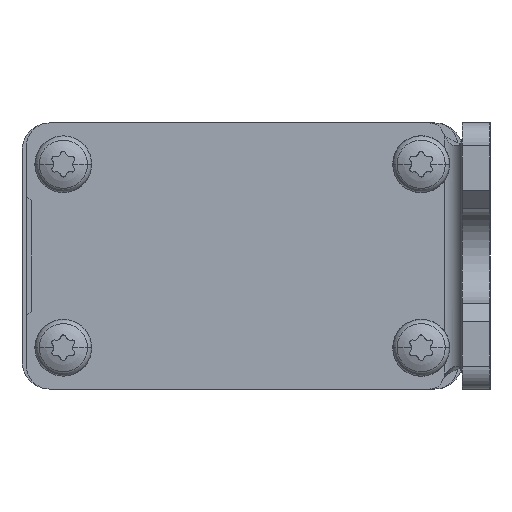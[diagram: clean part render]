
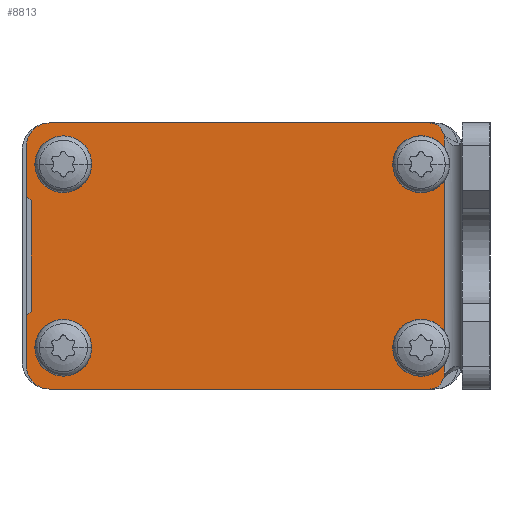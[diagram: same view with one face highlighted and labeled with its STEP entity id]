
A CAD part, left-side view. The second image highlights one B-rep face of the part: STEP entity #8813.
In plain terms, the highlighted planar face has unit normal (-1, 0, 0).
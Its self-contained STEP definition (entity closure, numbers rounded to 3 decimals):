
#2981=CARTESIAN_POINT('',(-25.65,-19.5,10.));
#2982=DIRECTION('',(1.,0.,0.));
#2983=DIRECTION('',(0.,1.,0.));
#2984=AXIS2_PLACEMENT_3D('',#2981,#2982,#2983);
#2986=CARTESIAN_POINT('',(-25.65,-19.5,10.));
#2987=DIRECTION('',(1.,0.,0.));
#2988=DIRECTION('',(0.,-0.806,-0.591));
#2989=AXIS2_PLACEMENT_3D('',#2986,#2987,#2988);
#2991=DIRECTION('',(0.,0.,1.));
#2992=VECTOR('',#2991,16.334);
#2993=CARTESIAN_POINT('',(-25.65,-22.,-8.167));
#2994=LINE('',#2993,#2992);
#2995=CARTESIAN_POINT('',(-25.65,-19.5,-10.));
#2996=DIRECTION('',(1.,0.,0.));
#2997=DIRECTION('',(0.,1.,0.));
#2998=AXIS2_PLACEMENT_3D('',#2995,#2996,#2997);
#3000=CARTESIAN_POINT('',(-25.65,-19.5,-10.));
#3001=DIRECTION('',(1.,0.,0.));
#3002=DIRECTION('',(0.,-0.806,-0.591));
#3003=AXIS2_PLACEMENT_3D('',#3000,#3001,#3002);
#3005=DIRECTION('',(0.,0.,1.));
#3006=VECTOR('',#3005,1.377);
#3007=CARTESIAN_POINT('',(-25.65,-22.,-13.21));
#3008=LINE('',#3007,#3006);
#3009=CARTESIAN_POINT('',(-25.65,-24.142,-14.5));
#3010=DIRECTION('',(1.,0.,0.));
#3011=DIRECTION('',(0.,0.927,0.375));
#3012=AXIS2_PLACEMENT_3D('',#3009,#3010,#3011);
#3014=CARTESIAN_POINT('',(-25.65,-20.433,-13.));
#3015=DIRECTION('',(-1.,0.,0.));
#3016=DIRECTION('',(0.,0.,-1.));
#3017=AXIS2_PLACEMENT_3D('',#3014,#3015,#3016);
#3019=DIRECTION('',(0.,-1.,0.));
#3020=VECTOR('',#3019,41.433);
#3021=CARTESIAN_POINT('',(-25.65,21.,-14.5));
#3022=LINE('',#3021,#3020);
#3023=CARTESIAN_POINT('',(-25.65,21.,-12.));
#3024=DIRECTION('',(-1.,0.,0.));
#3025=DIRECTION('',(0.,1.,0.));
#3026=AXIS2_PLACEMENT_3D('',#3023,#3024,#3025);
#3028=DIRECTION('',(0.,0.,-1.));
#3029=VECTOR('',#3028,5.5);
#3030=CARTESIAN_POINT('',(-25.65,23.5,-6.5));
#3031=LINE('',#3030,#3029);
#3032=DIRECTION('',(0.,0.707,-0.707));
#3033=VECTOR('',#3032,0.707);
#3034=CARTESIAN_POINT('',(-25.65,23.,-6.));
#3035=LINE('',#3034,#3033);
#3036=DIRECTION('',(0.,0.,-1.));
#3037=VECTOR('',#3036,12.);
#3038=CARTESIAN_POINT('',(-25.65,23.,6.));
#3039=LINE('',#3038,#3037);
#3040=DIRECTION('',(0.,-0.707,-0.707));
#3041=VECTOR('',#3040,0.707);
#3042=CARTESIAN_POINT('',(-25.65,23.5,6.5));
#3043=LINE('',#3042,#3041);
#3044=DIRECTION('',(0.,0.,-1.));
#3045=VECTOR('',#3044,5.5);
#3046=CARTESIAN_POINT('',(-25.65,23.5,12.));
#3047=LINE('',#3046,#3045);
#3048=CARTESIAN_POINT('',(-25.65,21.,12.));
#3049=DIRECTION('',(-1.,0.,0.));
#3050=DIRECTION('',(0.,0.,1.));
#3051=AXIS2_PLACEMENT_3D('',#3048,#3049,#3050);
#3053=DIRECTION('',(0.,1.,0.));
#3054=VECTOR('',#3053,41.433);
#3055=CARTESIAN_POINT('',(-25.65,-20.433,14.5));
#3056=LINE('',#3055,#3054);
#3057=CARTESIAN_POINT('',(-25.65,-20.433,13.));
#3058=DIRECTION('',(-1.,0.,0.));
#3059=DIRECTION('',(0.,-0.927,0.375));
#3060=AXIS2_PLACEMENT_3D('',#3057,#3058,#3059);
#3062=CARTESIAN_POINT('',(-25.65,-24.142,14.5));
#3063=DIRECTION('',(1.,0.,0.));
#3064=DIRECTION('',(0.,0.857,-0.516));
#3065=AXIS2_PLACEMENT_3D('',#3062,#3063,#3064);
#3067=DIRECTION('',(0.,0.,1.));
#3068=VECTOR('',#3067,1.377);
#3069=CARTESIAN_POINT('',(-25.65,-22.,11.833));
#3070=LINE('',#3069,#3068);
#3071=CARTESIAN_POINT('',(-25.65,19.5,-10.));
#3072=DIRECTION('',(1.,0.,0.));
#3073=DIRECTION('',(0.,1.,0.));
#3074=AXIS2_PLACEMENT_3D('',#3071,#3072,#3073);
#3076=CARTESIAN_POINT('',(-25.65,19.5,-10.));
#3077=DIRECTION('',(1.,0.,0.));
#3078=DIRECTION('',(0.,-1.,0.));
#3079=AXIS2_PLACEMENT_3D('',#3076,#3077,#3078);
#3081=CARTESIAN_POINT('',(-25.65,19.5,10.));
#3082=DIRECTION('',(1.,0.,0.));
#3083=DIRECTION('',(0.,1.,0.));
#3084=AXIS2_PLACEMENT_3D('',#3081,#3082,#3083);
#3086=CARTESIAN_POINT('',(-25.65,19.5,10.));
#3087=DIRECTION('',(1.,0.,0.));
#3088=DIRECTION('',(0.,-1.,0.));
#3089=AXIS2_PLACEMENT_3D('',#3086,#3087,#3088);
#6024=CARTESIAN_POINT('',(-25.65,-20.433,-14.5));
#6025=CARTESIAN_POINT('',(-25.65,-21.824,-13.563));
#6026=VERTEX_POINT('',#6024);
#6027=VERTEX_POINT('',#6025);
#6028=CARTESIAN_POINT('',(-25.65,21.,-14.5));
#6029=VERTEX_POINT('',#6028);
#6030=CARTESIAN_POINT('',(-25.65,23.5,-12.));
#6031=VERTEX_POINT('',#6030);
#6032=CARTESIAN_POINT('',(-25.65,23.5,-6.5));
#6033=VERTEX_POINT('',#6032);
#6034=CARTESIAN_POINT('',(-25.65,23.,-6.));
#6035=VERTEX_POINT('',#6034);
#6036=CARTESIAN_POINT('',(-25.65,23.,6.));
#6037=VERTEX_POINT('',#6036);
#6038=CARTESIAN_POINT('',(-25.65,23.5,6.5));
#6039=VERTEX_POINT('',#6038);
#6040=CARTESIAN_POINT('',(-25.65,23.5,12.));
#6041=VERTEX_POINT('',#6040);
#6042=CARTESIAN_POINT('',(-25.65,21.,14.5));
#6043=VERTEX_POINT('',#6042);
#6044=CARTESIAN_POINT('',(-25.65,-20.433,14.5));
#6045=VERTEX_POINT('',#6044);
#6046=CARTESIAN_POINT('',(-25.65,-21.824,13.563));
#6047=VERTEX_POINT('',#6046);
#6078=CARTESIAN_POINT('',(-25.65,-22.,-13.21));
#6079=VERTEX_POINT('',#6078);
#6080=CARTESIAN_POINT('',(-25.65,-22.,13.21));
#6081=VERTEX_POINT('',#6080);
#6478=CARTESIAN_POINT('',(-25.65,22.6,-10.));
#6479=CARTESIAN_POINT('',(-25.65,16.4,-10.));
#6480=VERTEX_POINT('',#6478);
#6481=VERTEX_POINT('',#6479);
#6528=CARTESIAN_POINT('',(-25.65,-16.4,-10.));
#6529=CARTESIAN_POINT('',(-25.65,-22.,-8.167));
#6530=VERTEX_POINT('',#6528);
#6531=VERTEX_POINT('',#6529);
#6532=CARTESIAN_POINT('',(-25.65,-22.,-11.833));
#6533=VERTEX_POINT('',#6532);
#6581=CARTESIAN_POINT('',(-25.65,22.6,10.));
#6582=CARTESIAN_POINT('',(-25.65,16.4,10.));
#6583=VERTEX_POINT('',#6581);
#6584=VERTEX_POINT('',#6582);
#6631=CARTESIAN_POINT('',(-25.65,-16.4,10.));
#6632=CARTESIAN_POINT('',(-25.65,-22.,11.833));
#6633=VERTEX_POINT('',#6631);
#6634=VERTEX_POINT('',#6632);
#6635=CARTESIAN_POINT('',(-25.65,-22.,8.167));
#6636=VERTEX_POINT('',#6635);
#8759=CARTESIAN_POINT('',(-25.65,-24.142,0.));
#8760=DIRECTION('',(-1.,0.,0.));
#8761=DIRECTION('',(0.,0.,1.));
#8762=AXIS2_PLACEMENT_3D('',#8759,#8760,#8761);
#8763=PLANE('',#8762);
#8765=ORIENTED_EDGE('',*,*,#8764,.F.);
#8767=ORIENTED_EDGE('',*,*,#8766,.F.);
#8769=ORIENTED_EDGE('',*,*,#8768,.F.);
#8771=ORIENTED_EDGE('',*,*,#8770,.F.);
#8773=ORIENTED_EDGE('',*,*,#8772,.F.);
#8775=ORIENTED_EDGE('',*,*,#8774,.F.);
#8777=ORIENTED_EDGE('',*,*,#8776,.F.);
#8779=ORIENTED_EDGE('',*,*,#8778,.F.);
#8780=ORIENTED_EDGE('',*,*,#6655,.F.);
#8782=ORIENTED_EDGE('',*,*,#8781,.F.);
#8783=ORIENTED_EDGE('',*,*,#8738,.F.);
#8785=ORIENTED_EDGE('',*,*,#8784,.F.);
#8787=ORIENTED_EDGE('',*,*,#8786,.F.);
#8789=ORIENTED_EDGE('',*,*,#8788,.F.);
#8790=ORIENTED_EDGE('',*,*,#8730,.F.);
#8791=ORIENTED_EDGE('',*,*,#8752,.F.);
#8792=ORIENTED_EDGE('',*,*,#6747,.F.);
#8794=ORIENTED_EDGE('',*,*,#8793,.F.);
#8796=ORIENTED_EDGE('',*,*,#8795,.F.);
#8798=ORIENTED_EDGE('',*,*,#8797,.F.);
#8799=EDGE_LOOP('',(#8765,#8767,#8769,#8771,#8773,#8775,#8777,#8779,#8780,#8782,
#8783,#8785,#8787,#8789,#8790,#8791,#8792,#8794,#8796,#8798));
#8800=FACE_OUTER_BOUND('',#8799,.F.);
#8802=ORIENTED_EDGE('',*,*,#8801,.F.);
#8804=ORIENTED_EDGE('',*,*,#8803,.F.);
#8805=EDGE_LOOP('',(#8802,#8804));
#8806=FACE_BOUND('',#8805,.F.);
#8808=ORIENTED_EDGE('',*,*,#8807,.F.);
#8810=ORIENTED_EDGE('',*,*,#8809,.F.);
#8811=EDGE_LOOP('',(#8808,#8810));
#8812=FACE_BOUND('',#8811,.F.);
#8813=ADVANCED_FACE('',(#8800,#8806,#8812),#8763,.T.);
#2985=CIRCLE('',#2984,3.1);
#2990=CIRCLE('',#2989,3.1);
#2999=CIRCLE('',#2998,3.1);
#3004=CIRCLE('',#3003,3.1);
#3013=CIRCLE('',#3012,2.5);
#3018=CIRCLE('',#3017,1.5);
#3027=CIRCLE('',#3026,2.5);
#3052=CIRCLE('',#3051,2.5);
#3061=CIRCLE('',#3060,1.5);
#3066=CIRCLE('',#3065,2.5);
#3075=CIRCLE('',#3074,3.1);
#3080=CIRCLE('',#3079,3.1);
#3085=CIRCLE('',#3084,3.1);
#3090=CIRCLE('',#3089,3.1);
#6655=EDGE_CURVE('',#6029,#6026,#3022,.T.);
#6747=EDGE_CURVE('',#6045,#6043,#3056,.T.);
#8730=EDGE_CURVE('',#6041,#6039,#3047,.T.);
#8738=EDGE_CURVE('',#6033,#6031,#3031,.T.);
#8752=EDGE_CURVE('',#6043,#6041,#3052,.T.);
#8764=EDGE_CURVE('',#6633,#6634,#2985,.T.);
#8766=EDGE_CURVE('',#6636,#6633,#2990,.T.);
#8768=EDGE_CURVE('',#6531,#6636,#2994,.T.);
#8770=EDGE_CURVE('',#6530,#6531,#2999,.T.);
#8772=EDGE_CURVE('',#6533,#6530,#3004,.T.);
#8774=EDGE_CURVE('',#6079,#6533,#3008,.T.);
#8776=EDGE_CURVE('',#6027,#6079,#3013,.T.);
#8778=EDGE_CURVE('',#6026,#6027,#3018,.T.);
#8781=EDGE_CURVE('',#6031,#6029,#3027,.T.);
#8784=EDGE_CURVE('',#6035,#6033,#3035,.T.);
#8786=EDGE_CURVE('',#6037,#6035,#3039,.T.);
#8788=EDGE_CURVE('',#6039,#6037,#3043,.T.);
#8793=EDGE_CURVE('',#6047,#6045,#3061,.T.);
#8795=EDGE_CURVE('',#6081,#6047,#3066,.T.);
#8797=EDGE_CURVE('',#6634,#6081,#3070,.T.);
#8801=EDGE_CURVE('',#6480,#6481,#3075,.T.);
#8803=EDGE_CURVE('',#6481,#6480,#3080,.T.);
#8807=EDGE_CURVE('',#6583,#6584,#3085,.T.);
#8809=EDGE_CURVE('',#6584,#6583,#3090,.T.);
